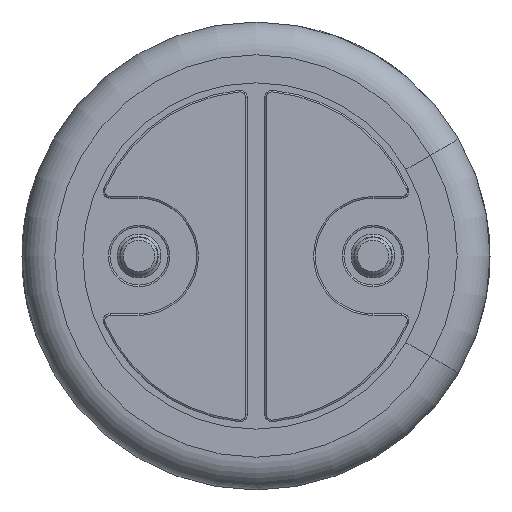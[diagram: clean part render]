
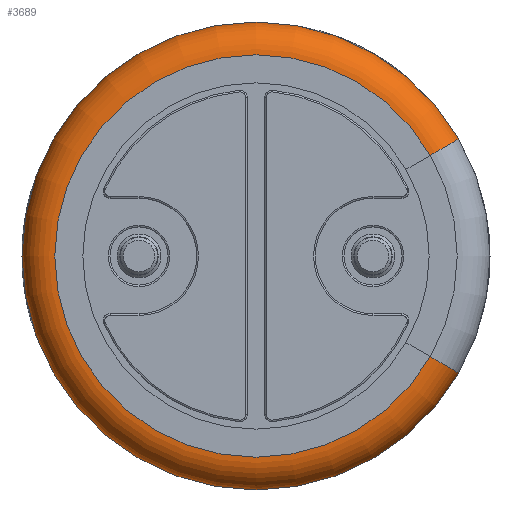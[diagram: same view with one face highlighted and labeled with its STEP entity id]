
A CAD part, front view. The second image highlights one B-rep face of the part: STEP entity #3689.
In plain terms, the highlighted toroidal (fillet/blend) face has major radius 2.15 mm and minor radius 0.35 mm.
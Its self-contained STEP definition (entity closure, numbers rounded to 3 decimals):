
#283=CIRCLE('',#4056,0.35);
#285=CIRCLE('',#4058,0.35);
#287=CIRCLE('',#4062,2.15);
#290=CIRCLE('',#4066,2.5);
#330=TOROIDAL_SURFACE('',#4065,2.15,0.35);
#476=FACE_OUTER_BOUND('',#660,.T.);
#660=EDGE_LOOP('',(#3252,#3253,#3254,#3255));
#1613=VERTEX_POINT('',#7511);
#1614=VERTEX_POINT('',#7513);
#1620=VERTEX_POINT('',#7559);
#1621=VERTEX_POINT('',#7561);
#2173=EDGE_CURVE('',#1613,#1620,#283,.T.);
#2175=EDGE_CURVE('',#1614,#1621,#285,.T.);
#2179=EDGE_CURVE('',#1620,#1621,#287,.T.);
#2182=EDGE_CURVE('',#1613,#1614,#290,.T.);
#3252=ORIENTED_EDGE('',*,*,#2173,.F.);
#3253=ORIENTED_EDGE('',*,*,#2182,.T.);
#3254=ORIENTED_EDGE('',*,*,#2175,.T.);
#3255=ORIENTED_EDGE('',*,*,#2179,.F.);
#3689=ADVANCED_FACE('',(#476),#330,.T.);
#4056=AXIS2_PLACEMENT_3D('',#7560,#4909,#4910);
#4058=AXIS2_PLACEMENT_3D('',#7563,#4913,#4914);
#4062=AXIS2_PLACEMENT_3D('',#7571,#4923,#4924);
#4065=AXIS2_PLACEMENT_3D('',#7575,#4929,#4930);
#4066=AXIS2_PLACEMENT_3D('',#7576,#4931,#4932);
#4909=DIRECTION('center_axis',(0.5,0.,-0.866));
#4910=DIRECTION('ref_axis',(0.,1.,0.));
#4913=DIRECTION('center_axis',(-0.5,0.,-0.866));
#4914=DIRECTION('ref_axis',(0.866,0.,-0.5));
#4923=DIRECTION('center_axis',(0.,-1.,0.));
#4924=DIRECTION('ref_axis',(1.,0.,0.));
#4929=DIRECTION('center_axis',(0.,-1.,0.));
#4930=DIRECTION('ref_axis',(-1.,0.,0.));
#4931=DIRECTION('center_axis',(0.,-1.,0.));
#4932=DIRECTION('ref_axis',(1.,0.,0.));
#7511=CARTESIAN_POINT('',(2.165,0.35,1.25));
#7513=CARTESIAN_POINT('',(2.165,0.35,-1.25));
#7559=CARTESIAN_POINT('',(1.862,0.,1.075));
#7560=CARTESIAN_POINT('Origin',(1.862,0.35,1.075));
#7561=CARTESIAN_POINT('',(1.862,0.,-1.075));
#7563=CARTESIAN_POINT('Origin',(1.862,0.35,-1.075));
#7571=CARTESIAN_POINT('Origin',(0.,0.,0.));
#7575=CARTESIAN_POINT('Origin',(0.,0.35,0.));
#7576=CARTESIAN_POINT('Origin',(0.,0.35,0.));
